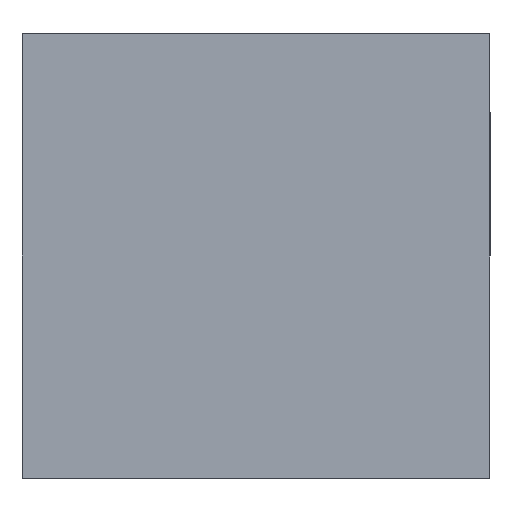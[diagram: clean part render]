
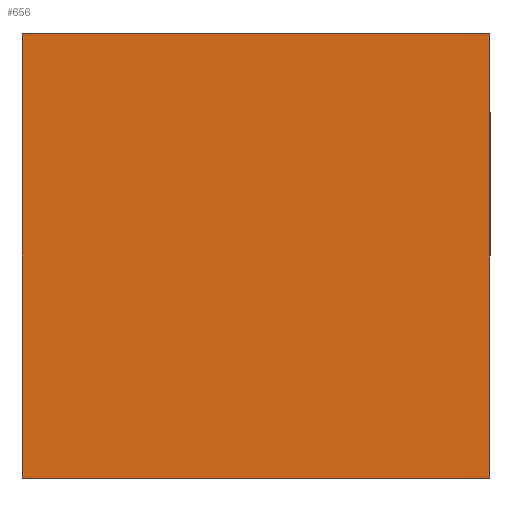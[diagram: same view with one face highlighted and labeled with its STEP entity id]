
A CAD part, front view. The second image highlights one B-rep face of the part: STEP entity #656.
In plain terms, the highlighted planar face has unit normal (0, -1, 0).
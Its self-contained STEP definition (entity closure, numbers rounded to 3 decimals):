
#16 = VERTEX_POINT ( 'NONE', #625 ) ;
#22 = ORIENTED_EDGE ( 'NONE', *, *, #467, .T. ) ;
#23 = LINE ( 'NONE', #658, #1070 ) ;
#68 = CARTESIAN_POINT ( 'NONE',  ( -22., -0.6, 20.9 ) ) ;
#111 = VERTEX_POINT ( 'NONE', #272 ) ;
#159 = EDGE_CURVE ( 'NONE', #820, #1118, #848, .T. ) ;
#272 = CARTESIAN_POINT ( 'NONE',  ( 22., -0.6, -20.9 ) ) ;
#276 = LINE ( 'NONE', #291, #843 ) ;
#289 = DIRECTION ( 'NONE',  ( 0., 1., 0. ) ) ;
#291 = CARTESIAN_POINT ( 'NONE',  ( 22., -0.6, 20.9 ) ) ;
#324 = VECTOR ( 'NONE', #999, 1000. ) ;
#364 = CARTESIAN_POINT ( 'NONE',  ( -22., -0.6, -20.9 ) ) ;
#378 = EDGE_CURVE ( 'NONE', #16, #820, #23, .T. ) ;
#411 = DIRECTION ( 'NONE',  ( 0., 0., -1. ) ) ;
#467 = EDGE_CURVE ( 'NONE', #111, #16, #276, .T. ) ;
#496 = ORIENTED_EDGE ( 'NONE', *, *, #378, .T. ) ;
#523 = ORIENTED_EDGE ( 'NONE', *, *, #1123, .T. ) ;
#625 = CARTESIAN_POINT ( 'NONE',  ( 22., -0.6, 20.9 ) ) ;
#638 = AXIS2_PLACEMENT_3D ( 'NONE', #1128, #289, #655 ) ;
#645 = LINE ( 'NONE', #1089, #324 ) ;
#655 = DIRECTION ( 'NONE',  ( 0., 0., 1. ) ) ;
#656 = ADVANCED_FACE ( 'NONE', ( #764 ), #1101, .F. ) ;
#658 = CARTESIAN_POINT ( 'NONE',  ( 22., -0.6, 20.9 ) ) ;
#742 = ORIENTED_EDGE ( 'NONE', *, *, #159, .T. ) ;
#748 = CARTESIAN_POINT ( 'NONE',  ( -22., -0.6, 20.9 ) ) ;
#764 = FACE_OUTER_BOUND ( 'NONE', #805, .T. ) ;
#805 = EDGE_LOOP ( 'NONE', ( #22, #496, #742, #523 ) ) ;
#819 = DIRECTION ( 'NONE',  ( 0., 0., 1. ) ) ;
#820 = VERTEX_POINT ( 'NONE', #68 ) ;
#832 = DIRECTION ( 'NONE',  ( -1., 0., 0. ) ) ;
#843 = VECTOR ( 'NONE', #819, 1000. ) ;
#848 = LINE ( 'NONE', #748, #1113 ) ;
#999 = DIRECTION ( 'NONE',  ( 1., 0., 0. ) ) ;
#1070 = VECTOR ( 'NONE', #832, 1000. ) ;
#1089 = CARTESIAN_POINT ( 'NONE',  ( 22., -0.6, -20.9 ) ) ;
#1101 = PLANE ( 'NONE',  #638 ) ;
#1113 = VECTOR ( 'NONE', #411, 1000. ) ;
#1118 = VERTEX_POINT ( 'NONE', #364 ) ;
#1123 = EDGE_CURVE ( 'NONE', #1118, #111, #645, .T. ) ;
#1128 = CARTESIAN_POINT ( 'NONE',  ( 0., -0.6, 0. ) ) ;
